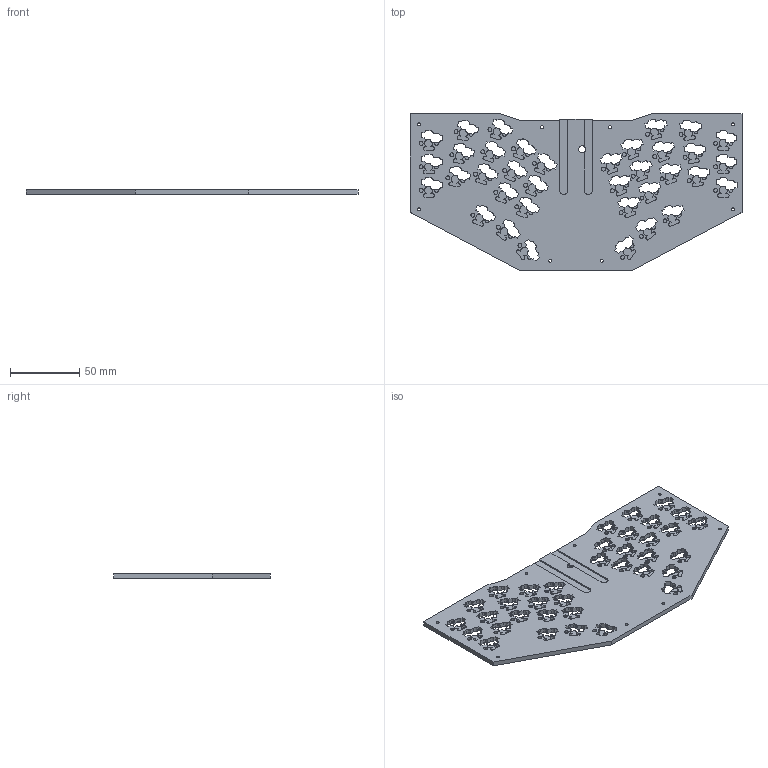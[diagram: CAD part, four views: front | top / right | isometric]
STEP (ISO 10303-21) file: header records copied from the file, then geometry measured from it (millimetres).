
FILE_DESCRIPTION(/* description */ (''),/* implementation_level */ '2;1');
FILE_NAME(/* name */ 'gamma_bot.step',/* time_stamp */ '2025-04-06T23:47:46+09:00',/* author */ (''),/* organization */ (''),/* preprocessor_version */ 'ST-DEVELOPER v20.1',/* originating_system */ 'Autodesk Translation Framework v14.4.0.0',/* authorisation */ '');
FILE_SCHEMA (('AUTOMOTIVE_DESIGN { 1 0 10303 214 3 1 1 }'));
Length unit declared in the file: millimetre
Products named in the file (1): BOt
Bounding box: 240.39 x 113.47 x 3.4 mm (x, y, z)
Volume: 65035.3 mm3; surface area: 50370.8 mm2
Topology: 1 solids, 1 shells, 1713 faces, 4965 edges, 3307 vertices
Faces by surface type: plane 849, cylinder 629, bspline 226, cone 9
Full cylindrical faces by diameter (mm): 2.1 x8, 2.9 x36, 5 x1, 9 x6
Entity records: 57229 total; most frequent: CARTESIAN_POINT 12020, ORIENTED_EDGE 9930, DIRECTION 8866, EDGE_CURVE 4965, VERTEX_POINT 3307, LINE 3136, VECTOR 3136, AXIS2_PLACEMENT_3D 2865
